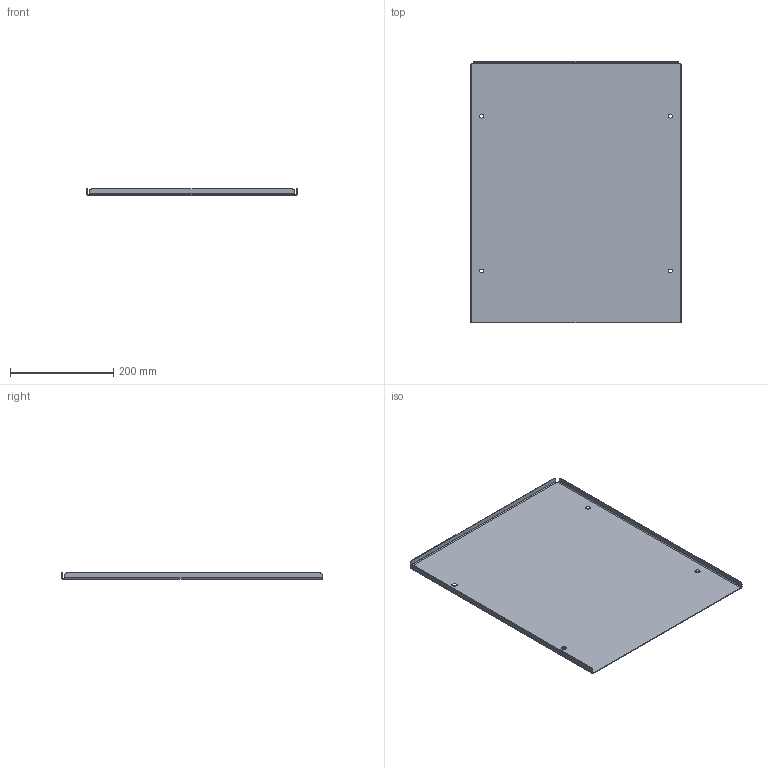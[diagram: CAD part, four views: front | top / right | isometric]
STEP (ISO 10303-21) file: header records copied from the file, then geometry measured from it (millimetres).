
FILE_DESCRIPTION( ( 'Unknown' ), '1' );
FILE_NAME( 'SPC 2206 Schalenblech.stp', 'Unknown', ( 'Unknown' ), ( 'Unknown' ), 'PSStep 14.0', 'Unknown', ' ' );
FILE_SCHEMA( ( 'AUTOMOTIVE_DESIGN { 1 0 10303 214 1 1 1 1 }' ) );
Length unit declared in the file: millimetre
Products named in the file (1): 69006897
Bounding box: 410 x 506 x 12 mm (x, y, z)
Volume: 330671.4 mm3; surface area: 443927.2 mm2
Topology: 1 solids, 1 shells, 38 faces, 100 edges, 64 vertices
Faces by surface type: cylinder 18, plane 16, cone 4
Full cylindrical faces by diameter (mm): 7.5 x4
Entity records: 1440 total; most frequent: DIRECTION 206, CARTESIAN_POINT 187, ORIENTED_EDGE 176, EDGE_CURVE 88, AXIS2_PLACEMENT_3D 79, VERTEX_POINT 60, EDGE_LOOP 54, LINE 48
